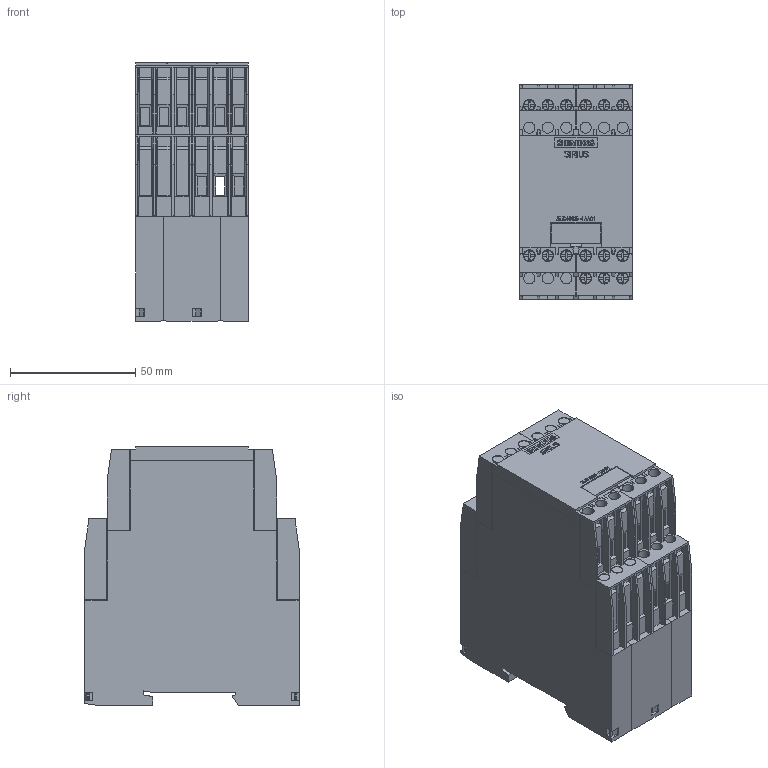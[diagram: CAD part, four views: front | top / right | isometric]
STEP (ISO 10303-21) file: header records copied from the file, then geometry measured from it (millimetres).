
FILE_DESCRIPTION(('STEP AP214'),'1');
FILE_NAME('cctmp_9E29B1C7-82BF-4F4F-81BA-85E925182FBC_2023_07_24_20_06_58_0086..stp','2023-07-24T18:06:59',('SIEMENS A&D'),('CADClick - www.CADClick.com'),'Spatial InterOp 3D postprocessed',' ','unknown authorization');
FILE_SCHEMA(('AUTOMOTIVE_DESIGN'));
Length unit declared in the file: millimetre
Products named in the file (1): 2023_07_24_20_06_57_0993
Bounding box: 45 x 85.65 x 103.4 mm (x, y, z)
Volume: 228610.9 mm3; surface area: 82119 mm2
Topology: 1 solids, 1 shells, 2233 faces, 6050 edges, 3954 vertices
Faces by surface type: plane 1930, cylinder 243, cone 60
Entity records: 75776 total; most frequent: CARTESIAN_POINT 12358, ORIENTED_EDGE 12100, DIRECTION 11068, EDGE_CURVE 6050, LINE 5380, VECTOR 5380, VERTEX_POINT 3954, AXIS2_PLACEMENT_3D 2844
